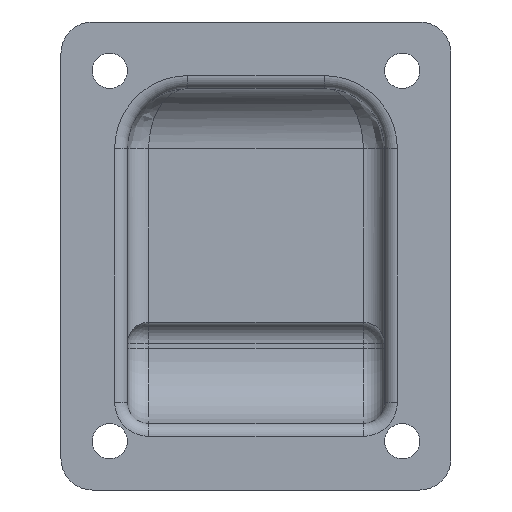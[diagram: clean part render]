
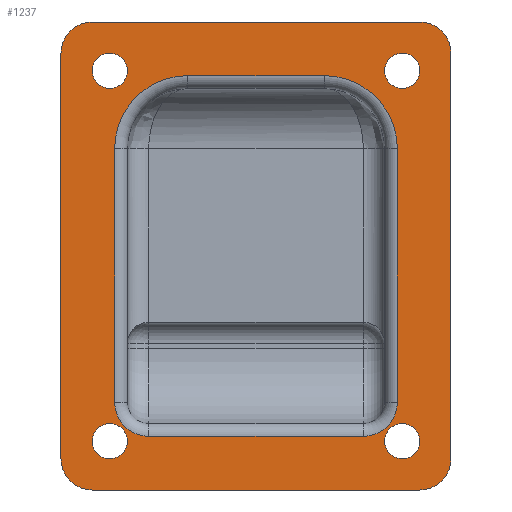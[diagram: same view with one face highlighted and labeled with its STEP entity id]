
A CAD part, front view. The second image highlights one B-rep face of the part: STEP entity #1237.
In plain terms, the highlighted planar face has unit normal (0, -1, 0).
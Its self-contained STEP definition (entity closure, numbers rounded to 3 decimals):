
#15=FACE_BOUND('',#194,.T.);
#16=FACE_BOUND('',#195,.T.);
#17=FACE_BOUND('',#196,.T.);
#18=FACE_BOUND('',#197,.T.);
#19=FACE_BOUND('',#198,.T.);
#60=PLANE('',#1378);
#111=FACE_OUTER_BOUND('',#193,.T.);
#193=EDGE_LOOP('',(#935,#936,#937,#938,#939,#940,#941,#942));
#194=EDGE_LOOP('',(#943));
#195=EDGE_LOOP('',(#944));
#196=EDGE_LOOP('',(#945));
#197=EDGE_LOOP('',(#946));
#198=EDGE_LOOP('',(#947,#948,#949,#950,#951,#952,#953,#954));
#282=LINE('',#2115,#372);
#283=LINE('',#2123,#373);
#284=LINE('',#2131,#374);
#285=LINE('',#2137,#375);
#286=LINE('',#2145,#376);
#287=LINE('',#2149,#377);
#288=LINE('',#2153,#378);
#289=LINE('',#2156,#379);
#372=VECTOR('',#1619,10.);
#373=VECTOR('',#1630,10.);
#374=VECTOR('',#1641,10.);
#375=VECTOR('',#1650,10.);
#376=VECTOR('',#1659,10.);
#377=VECTOR('',#1662,10.);
#378=VECTOR('',#1665,10.);
#379=VECTOR('',#1668,10.);
#452=CIRCLE('',#1359,8.75);
#455=CIRCLE('',#1364,18.75);
#458=CIRCLE('',#1369,18.75);
#462=CIRCLE('',#1377,8.75);
#463=CIRCLE('',#1379,8.);
#464=CIRCLE('',#1380,8.);
#465=CIRCLE('',#1381,8.);
#466=CIRCLE('',#1382,8.);
#467=CIRCLE('',#1383,4.5);
#468=CIRCLE('',#1384,4.5);
#469=CIRCLE('',#1385,4.5);
#470=CIRCLE('',#1386,4.5);
#543=VERTEX_POINT('',#2107);
#544=VERTEX_POINT('',#2109);
#545=VERTEX_POINT('',#2113);
#546=VERTEX_POINT('',#2117);
#547=VERTEX_POINT('',#2121);
#548=VERTEX_POINT('',#2125);
#549=VERTEX_POINT('',#2129);
#550=VERTEX_POINT('',#2135);
#551=VERTEX_POINT('',#2141);
#552=VERTEX_POINT('',#2142);
#553=VERTEX_POINT('',#2144);
#554=VERTEX_POINT('',#2146);
#555=VERTEX_POINT('',#2148);
#556=VERTEX_POINT('',#2150);
#557=VERTEX_POINT('',#2152);
#558=VERTEX_POINT('',#2154);
#559=VERTEX_POINT('',#2157);
#560=VERTEX_POINT('',#2159);
#561=VERTEX_POINT('',#2161);
#562=VERTEX_POINT('',#2163);
#673=EDGE_CURVE('',#544,#543,#452,.T.);
#675=EDGE_CURVE('',#544,#545,#282,.T.);
#677=EDGE_CURVE('',#546,#545,#455,.T.);
#679=EDGE_CURVE('',#546,#547,#283,.T.);
#681=EDGE_CURVE('',#548,#547,#458,.T.);
#683=EDGE_CURVE('',#548,#549,#284,.T.);
#686=EDGE_CURVE('',#550,#543,#285,.T.);
#687=EDGE_CURVE('',#550,#549,#462,.T.);
#688=EDGE_CURVE('',#551,#552,#463,.T.);
#689=EDGE_CURVE('',#553,#551,#286,.T.);
#690=EDGE_CURVE('',#554,#553,#464,.T.);
#691=EDGE_CURVE('',#555,#554,#287,.T.);
#692=EDGE_CURVE('',#556,#555,#465,.T.);
#693=EDGE_CURVE('',#557,#556,#288,.T.);
#694=EDGE_CURVE('',#558,#557,#466,.T.);
#695=EDGE_CURVE('',#552,#558,#289,.T.);
#696=EDGE_CURVE('',#559,#559,#467,.T.);
#697=EDGE_CURVE('',#560,#560,#468,.T.);
#698=EDGE_CURVE('',#561,#561,#469,.T.);
#699=EDGE_CURVE('',#562,#562,#470,.T.);
#935=ORIENTED_EDGE('',*,*,#688,.F.);
#936=ORIENTED_EDGE('',*,*,#689,.F.);
#937=ORIENTED_EDGE('',*,*,#690,.F.);
#938=ORIENTED_EDGE('',*,*,#691,.F.);
#939=ORIENTED_EDGE('',*,*,#692,.F.);
#940=ORIENTED_EDGE('',*,*,#693,.F.);
#941=ORIENTED_EDGE('',*,*,#694,.F.);
#942=ORIENTED_EDGE('',*,*,#695,.F.);
#943=ORIENTED_EDGE('',*,*,#696,.T.);
#944=ORIENTED_EDGE('',*,*,#697,.T.);
#945=ORIENTED_EDGE('',*,*,#698,.T.);
#946=ORIENTED_EDGE('',*,*,#699,.T.);
#947=ORIENTED_EDGE('',*,*,#673,.F.);
#948=ORIENTED_EDGE('',*,*,#675,.T.);
#949=ORIENTED_EDGE('',*,*,#677,.F.);
#950=ORIENTED_EDGE('',*,*,#679,.T.);
#951=ORIENTED_EDGE('',*,*,#681,.F.);
#952=ORIENTED_EDGE('',*,*,#683,.T.);
#953=ORIENTED_EDGE('',*,*,#687,.F.);
#954=ORIENTED_EDGE('',*,*,#686,.T.);
#1237=ADVANCED_FACE('',(#111,#15,#16,#17,#18,#19),#60,.F.);
#1359=AXIS2_PLACEMENT_3D('',#2111,#1613,#1614);
#1364=AXIS2_PLACEMENT_3D('',#2119,#1624,#1625);
#1369=AXIS2_PLACEMENT_3D('',#2127,#1635,#1636);
#1377=AXIS2_PLACEMENT_3D('',#2139,#1653,#1654);
#1378=AXIS2_PLACEMENT_3D('',#2140,#1655,#1656);
#1379=AXIS2_PLACEMENT_3D('',#2143,#1657,#1658);
#1380=AXIS2_PLACEMENT_3D('',#2147,#1660,#1661);
#1381=AXIS2_PLACEMENT_3D('',#2151,#1663,#1664);
#1382=AXIS2_PLACEMENT_3D('',#2155,#1666,#1667);
#1383=AXIS2_PLACEMENT_3D('',#2158,#1669,#1670);
#1384=AXIS2_PLACEMENT_3D('',#2160,#1671,#1672);
#1385=AXIS2_PLACEMENT_3D('',#2162,#1673,#1674);
#1386=AXIS2_PLACEMENT_3D('',#2164,#1675,#1676);
#1613=DIRECTION('center_axis',(0.,-1.,0.));
#1614=DIRECTION('ref_axis',(0.,0.,1.));
#1619=DIRECTION('',(0.,0.,1.));
#1624=DIRECTION('center_axis',(0.,-1.,0.));
#1625=DIRECTION('ref_axis',(0.,0.,1.));
#1630=DIRECTION('',(1.,0.,0.));
#1635=DIRECTION('center_axis',(0.,-1.,0.));
#1636=DIRECTION('ref_axis',(0.,0.,1.));
#1641=DIRECTION('',(0.,0.,-1.));
#1650=DIRECTION('',(-1.,0.,0.));
#1653=DIRECTION('center_axis',(0.,-1.,0.));
#1654=DIRECTION('ref_axis',(0.,0.,1.));
#1655=DIRECTION('center_axis',(0.,1.,0.));
#1656=DIRECTION('ref_axis',(0.,0.,1.));
#1657=DIRECTION('center_axis',(0.,1.,0.));
#1658=DIRECTION('ref_axis',(-0.707,0.,0.707));
#1659=DIRECTION('',(0.,0.,1.));
#1660=DIRECTION('center_axis',(0.,1.,0.));
#1661=DIRECTION('ref_axis',(-0.707,0.,-0.707));
#1662=DIRECTION('',(-1.,0.,0.));
#1663=DIRECTION('center_axis',(0.,1.,0.));
#1664=DIRECTION('ref_axis',(0.707,0.,-0.707));
#1665=DIRECTION('',(0.,0.,-1.));
#1666=DIRECTION('center_axis',(0.,1.,0.));
#1667=DIRECTION('ref_axis',(0.707,0.,0.707));
#1668=DIRECTION('',(1.,0.,0.));
#1669=DIRECTION('center_axis',(0.,1.,0.));
#1670=DIRECTION('ref_axis',(1.,0.,0.));
#1671=DIRECTION('center_axis',(0.,1.,0.));
#1672=DIRECTION('ref_axis',(1.,0.,0.));
#1673=DIRECTION('center_axis',(0.,1.,0.));
#1674=DIRECTION('ref_axis',(1.,0.,0.));
#1675=DIRECTION('center_axis',(0.,1.,0.));
#1676=DIRECTION('ref_axis',(1.,0.,0.));
#2107=CARTESIAN_POINT('',(-27.5,0.,-46.25));
#2109=CARTESIAN_POINT('',(-36.25,0.,-37.5));
#2111=CARTESIAN_POINT('Origin',(-27.5,0.,-37.5));
#2113=CARTESIAN_POINT('',(-36.25,0.,27.5));
#2115=CARTESIAN_POINT('',(-36.25,0.,-22.5));
#2117=CARTESIAN_POINT('',(-17.5,0.,46.25));
#2119=CARTESIAN_POINT('Origin',(-17.5,0.,27.5));
#2121=CARTESIAN_POINT('',(17.5,0.,46.25));
#2123=CARTESIAN_POINT('',(-17.5,0.,46.25));
#2125=CARTESIAN_POINT('',(36.25,0.,27.5));
#2127=CARTESIAN_POINT('Origin',(17.5,0.,27.5));
#2129=CARTESIAN_POINT('',(36.25,0.,-37.5));
#2131=CARTESIAN_POINT('',(36.25,0.,22.5));
#2135=CARTESIAN_POINT('',(27.5,0.,-46.25));
#2137=CARTESIAN_POINT('',(17.5,0.,-46.25));
#2139=CARTESIAN_POINT('Origin',(27.5,0.,-37.5));
#2140=CARTESIAN_POINT('Origin',(0.,0.,0.));
#2141=CARTESIAN_POINT('',(-50.,0.,52.));
#2142=CARTESIAN_POINT('',(-42.,0.,60.));
#2143=CARTESIAN_POINT('Origin',(-42.,0.,52.));
#2144=CARTESIAN_POINT('',(-50.,0.,-52.));
#2145=CARTESIAN_POINT('',(-50.,0.,-60.));
#2146=CARTESIAN_POINT('',(-42.,0.,-60.));
#2147=CARTESIAN_POINT('Origin',(-42.,0.,-52.));
#2148=CARTESIAN_POINT('',(42.,0.,-60.));
#2149=CARTESIAN_POINT('',(50.,0.,-60.));
#2150=CARTESIAN_POINT('',(50.,0.,-52.));
#2151=CARTESIAN_POINT('Origin',(42.,0.,-52.));
#2152=CARTESIAN_POINT('',(50.,0.,52.));
#2153=CARTESIAN_POINT('',(50.,0.,60.));
#2154=CARTESIAN_POINT('',(42.,0.,60.));
#2155=CARTESIAN_POINT('Origin',(42.,0.,52.));
#2156=CARTESIAN_POINT('',(-50.,0.,60.));
#2157=CARTESIAN_POINT('',(-42.,0.,-47.5));
#2158=CARTESIAN_POINT('Origin',(-37.5,0.,-47.5));
#2159=CARTESIAN_POINT('',(33.,0.,47.5));
#2160=CARTESIAN_POINT('Origin',(37.5,0.,47.5));
#2161=CARTESIAN_POINT('',(-42.,0.,47.5));
#2162=CARTESIAN_POINT('Origin',(-37.5,0.,47.5));
#2163=CARTESIAN_POINT('',(33.,0.,-47.5));
#2164=CARTESIAN_POINT('Origin',(37.5,0.,-47.5));
